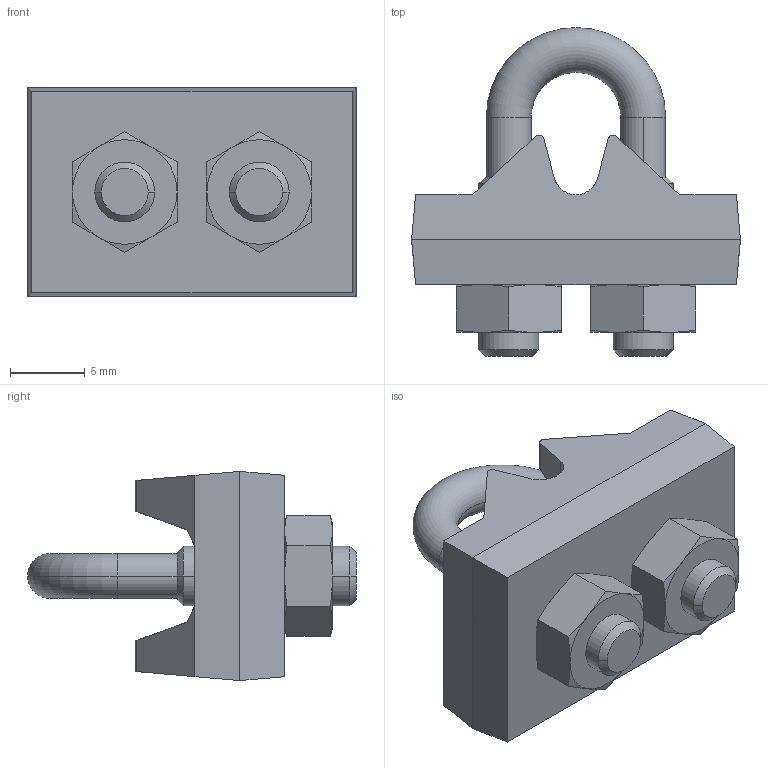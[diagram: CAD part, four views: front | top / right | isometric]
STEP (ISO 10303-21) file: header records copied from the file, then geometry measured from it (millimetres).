
FILE_DESCRIPTION(('STEP AP242'),'1');
FILE_NAME('clamp_xy2cz523.stp','2019-12-02T14:48:44',('TraceParts'),('TraceParts S.A.'),'Spatial InterOp 3D',' ',' ');
FILE_SCHEMA(('AP242_MANAGED_MODEL_BASED_3D_ENGINEERING_MIM_LF {1 0 10303 442 1 1 4}'));
Length unit declared in the file: millimetre
Products named in the file (1): clamp_xy2cz523_1
Bounding box: 22 x 22 x 14 mm (x, y, z)
Volume: 2453 mm3; surface area: 1954.6 mm2
Topology: 2 solids, 2 shells, 106 faces, 248 edges, 152 vertices
Faces by surface type: plane 51, cone 32, cylinder 21, torus 2
Entity records: 3309 total; most frequent: CARTESIAN_POINT 936, ORIENTED_EDGE 496, DIRECTION 472, EDGE_CURVE 248, AXIS2_PLACEMENT_3D 182, VERTEX_POINT 152, EDGE_LOOP 116, LINE 108
